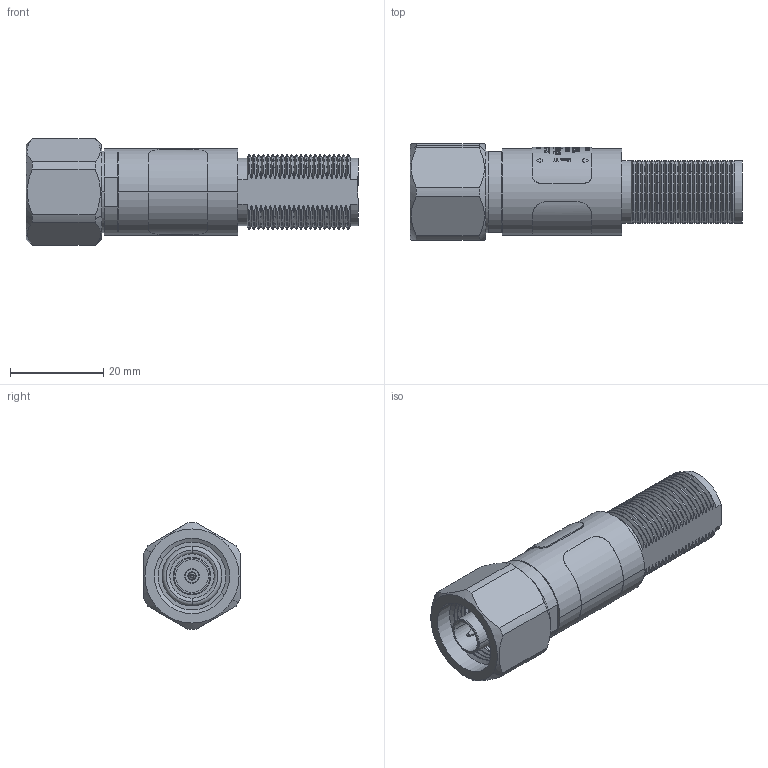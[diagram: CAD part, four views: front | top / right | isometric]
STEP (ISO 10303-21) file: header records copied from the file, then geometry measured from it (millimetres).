
FILE_DESCRIPTION (( 'STEP AP214' ), '1' );
FILE_NAME ('AL-LSXM-MA.STEP', '2019-07-30T15:33:15', ( '' ), ( '' ), 'SwSTEP 2.0', 'SolidWorks 2019', '' );
FILE_SCHEMA (( 'AUTOMOTIVE_DESIGN' ));
Length unit declared in the file: inch
Products named in the file (14): 2801-9010; 4052-0010; 1502-0708; 2003-1052_CURVED2; 7020-2723; AL-LSXM-MA; 5800-0104; 2811-0002; 2811-0011; 1909-0001; 7040-0049; 7040-0065; 2802-9000; 5800-0105
Assembly tree (13 placements, depth 2):
  AL-LSXM-MA
    2003-1052_CURVED2
    2802-9000
    2801-9010
    2811-0011
    2811-0002
    1909-0001
    1502-0708
    7040-0049
    5800-0105
    4052-0010
    7040-0065
    5800-0104
    7020-2723
Bounding box: 71.04 x 20.64 x 22.85 mm (x, y, z)
Volume: 12615.5 mm3; surface area: 14644.3 mm2
Topology: 13 solids, 13 shells, 1846 faces, 4776 edges, 3091 vertices
Faces by surface type: bspline 621, plane 549, cylinder 414, cone 232, torus 30
Entity records: 96086 total; most frequent: CARTESIAN_POINT 40272, ORIENTED_EDGE 9540, DIRECTION 6264, EDGE_CURVE 4770, VERTEX_POINT 3091, AXIS2_PLACEMENT_3D 2455, B_SPLINE_CURVE_WITH_KNOTS 2202, EDGE_LOOP 2001
